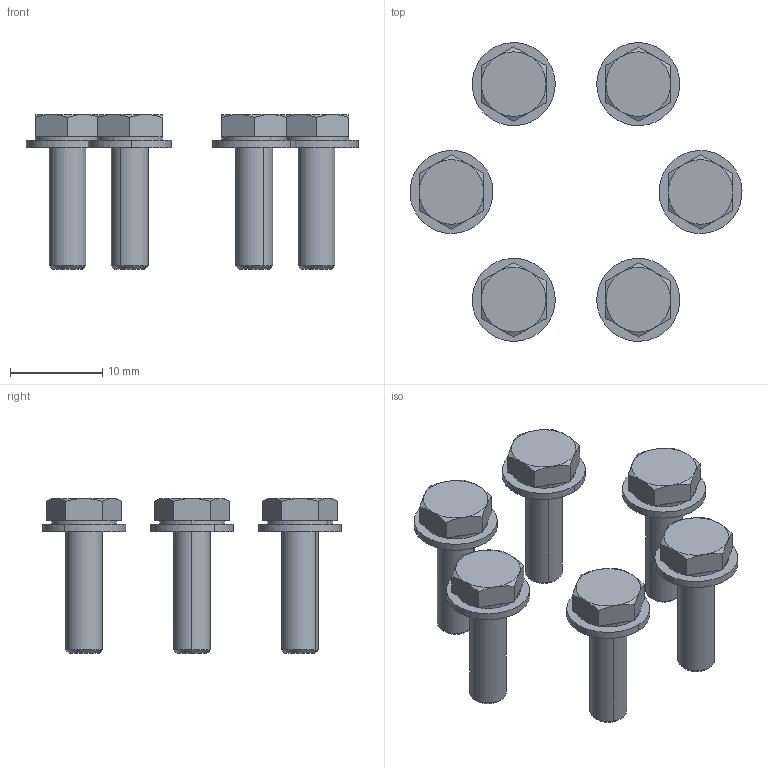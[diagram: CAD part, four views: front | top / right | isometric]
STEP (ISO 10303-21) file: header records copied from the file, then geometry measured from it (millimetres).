
FILE_DESCRIPTION (( 'STEP AP214' ), '1' );
FILE_NAME ('420BSC016-14.step', '2017-07-07T09:45:55', ( 'install' ), ( '' ), 'SwSTEP 2.0', 'SolidWorks 2015', '' );
FILE_SCHEMA (( 'AUTOMOTIVE_DESIGN' ));
Length unit declared in the file: millimetre
Products named in the file (1): 420BSC016-14
Bounding box: 35.99 x 32.38 x 16.8 mm (x, y, z)
Volume: 1987.7 mm3; surface area: 2719.7 mm2
Topology: 12 solids, 12 shells, 210 faces, 432 edges, 252 vertices
Faces by surface type: plane 102, cylinder 48, cone 48, torus 12
Entity records: 8099 total; most frequent: CARTESIAN_POINT 1207, DIRECTION 974, ORIENTED_EDGE 864, EDGE_CURVE 432, AXIS2_PLACEMENT_3D 403, VERTEX_POINT 252, EDGE_LOOP 228, UNCERTAINTY_MEASURE_WITH_UNIT 224
